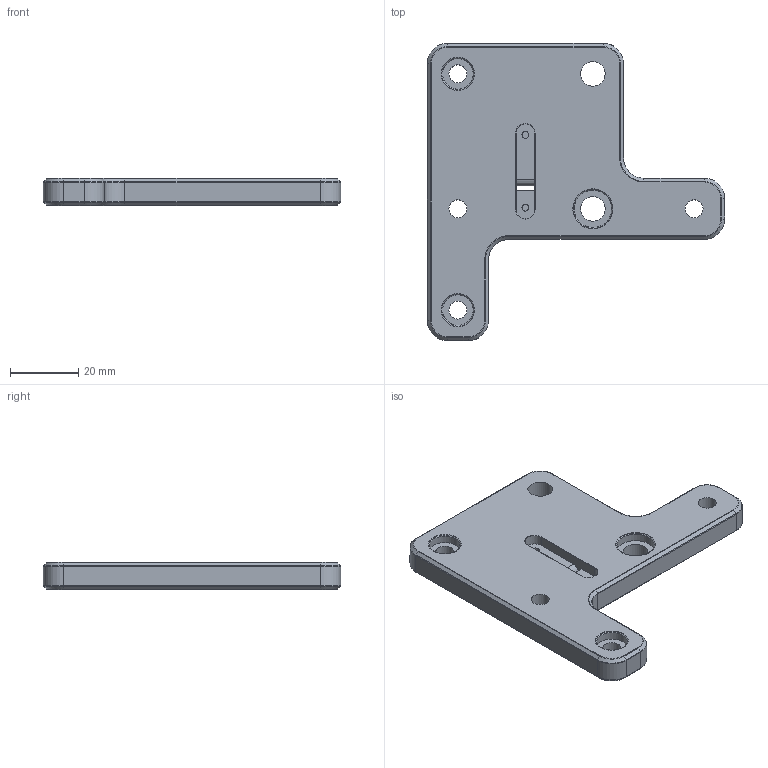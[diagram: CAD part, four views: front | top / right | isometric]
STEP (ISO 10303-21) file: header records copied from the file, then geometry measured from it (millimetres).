
FILE_DESCRIPTION(/* description */ (''),/* implementation_level */ '2;1');
FILE_NAME(/* name */ 'Carriage.step',/* time_stamp */ '2025-07-02T16:43:24-05:00',/* author */ (''),/* organization */ (''),/* preprocessor_version */ 'ST-DEVELOPER v20.1',/* originating_system */ 'Autodesk Translation Framework v14.10.0.0',/* authorisation */ '');
FILE_SCHEMA (('AUTOMOTIVE_DESIGN { 1 0 10303 214 3 1 1 }'));
Length unit declared in the file: millimetre
Products named in the file (1): Carriage
Bounding box: 87.47 x 87.47 x 8 mm (x, y, z)
Volume: 32037.1 mm3; surface area: 11966.4 mm2
Topology: 1 solids, 1 shells, 162 faces, 348 edges, 196 vertices
Faces by surface type: cylinder 63, plane 40, torus 40, cone 19
Full cylindrical faces by diameter (mm): 2 x2, 5.3 x4, 7.24 x2, 9 x4, 11 x2
Entity records: 4405 total; most frequent: DIRECTION 862, CARTESIAN_POINT 717, ORIENTED_EDGE 696, AXIS2_PLACEMENT_3D 353, EDGE_CURVE 348, VERTEX_POINT 196, CIRCLE 188, EDGE_LOOP 184
